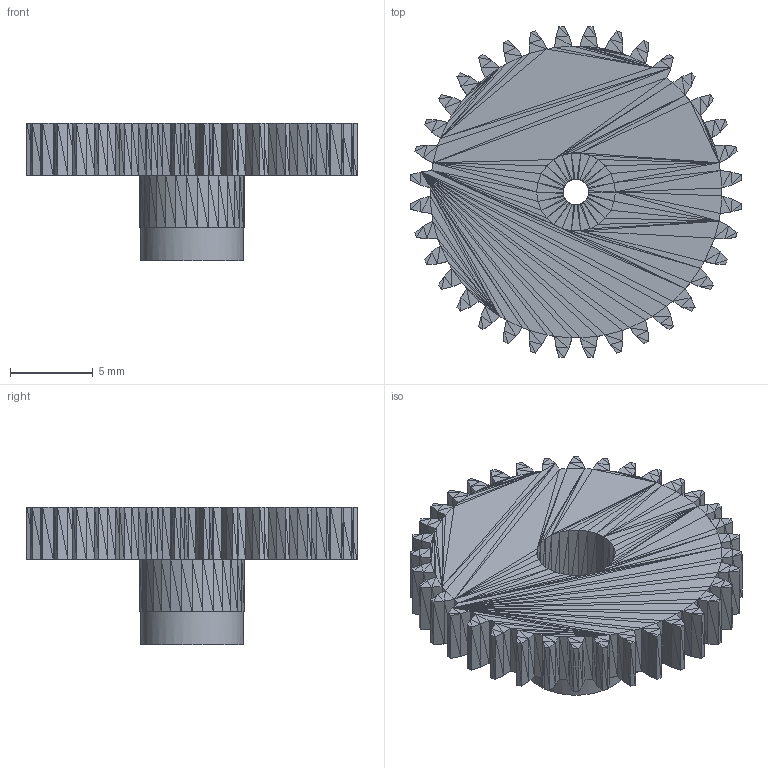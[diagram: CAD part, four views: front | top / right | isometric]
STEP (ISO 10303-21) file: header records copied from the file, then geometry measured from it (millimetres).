
FILE_DESCRIPTION(/* description */ (''),/* implementation_level */ '2;1');
FILE_NAME(/* name */ 'Hydraulic_Pressure_Indicator_G1 v2.step',/* time_stamp */ '2021-05-05T18:50:14+10:00',/* author */ (''),/* organization */ (''),/* preprocessor_version */ 'ST-DEVELOPER v18.1',/* originating_system */ 'Autodesk Translation Framework v10.6.0.1341',/* authorisation */ '');
FILE_SCHEMA (('AUTOMOTIVE_DESIGN { 1 0 10303 214 3 1 1 }'));
Length unit declared in the file: millimetre
Products named in the file (1): Hydraulic_Pressure_Indicator_G1
Bounding box: 20.06 x 20.06 x 8.35 mm (x, y, z)
Volume: 931.8 mm3; surface area: 1144.3 mm2
Topology: 1 solids, 1 shells, 1194 faces, 1955 edges, 762 vertices
Faces by surface type: plane 1191, cylinder 3
Full cylindrical faces by diameter (mm): 1.55 x1, 4 x1, 6.231 x1
Entity records: 25022 total; most frequent: DIRECTION 4563, CARTESIAN_POINT 3912, ORIENTED_EDGE 3910, EDGE_CURVE 1955, LINE 1737, VECTOR 1737, AXIS2_PLACEMENT_3D 1413, EDGE_LOOP 1195
